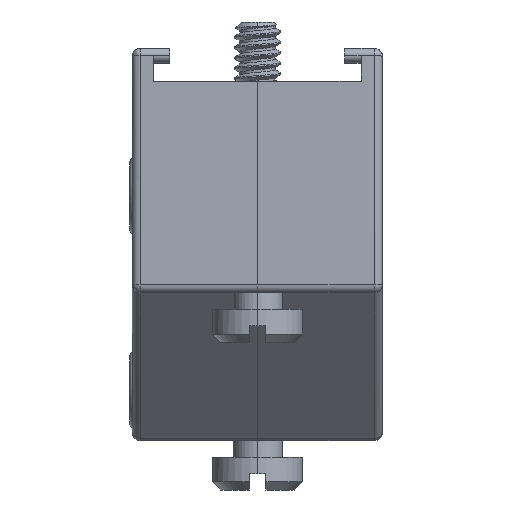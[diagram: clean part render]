
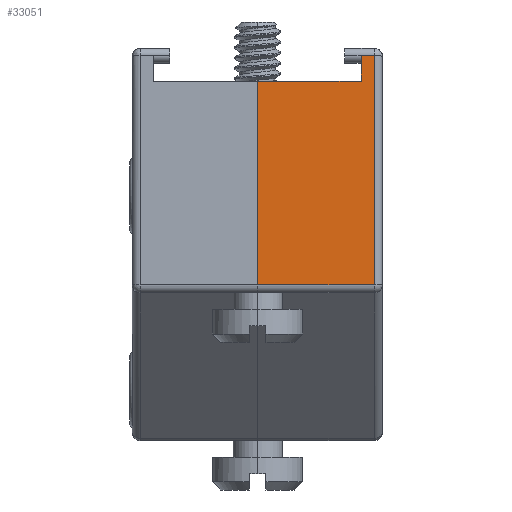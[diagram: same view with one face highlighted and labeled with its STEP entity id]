
A CAD part, left-side view. The second image highlights one B-rep face of the part: STEP entity #33051.
In plain terms, the highlighted planar face has unit normal (-1, 0, 0).
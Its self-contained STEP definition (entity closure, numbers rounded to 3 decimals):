
#282 = EDGE_CURVE ( 'NONE', #33765, #29674, #16903, .T. ) ;
#637 = DIRECTION ( 'NONE',  ( 0., 0., 1. ) ) ;
#933 = LINE ( 'NONE', #31890, #30177 ) ;
#1974 = EDGE_CURVE ( 'NONE', #26119, #24982, #16907, .T. ) ;
#2657 = EDGE_CURVE ( 'NONE', #28690, #33765, #6665, .T. ) ;
#4274 = ORIENTED_EDGE ( 'NONE', *, *, #2657, .T. ) ;
#4483 = CARTESIAN_POINT ( 'NONE',  ( 0., 8.6, -0.45 ) ) ;
#4644 = LINE ( 'NONE', #4483, #28870 ) ;
#4827 = EDGE_CURVE ( 'NONE', #28690, #24982, #933, .T. ) ;
#5567 = CARTESIAN_POINT ( 'NONE',  ( 0., 7.6, -2. ) ) ;
#5657 = CARTESIAN_POINT ( 'NONE',  ( 0., 0.5, -14.4 ) ) ;
#6665 = LINE ( 'NONE', #14385, #28179 ) ;
#10610 = CARTESIAN_POINT ( 'NONE',  ( 0., 1.3, -2. ) ) ;
#11440 = CARTESIAN_POINT ( 'NONE',  ( 0., 0.5, 0. ) ) ;
#11619 = DIRECTION ( 'NONE',  ( 0., 1., 0. ) ) ;
#11625 = VECTOR ( 'NONE', #11619, 1000. ) ;
#11824 = DIRECTION ( 'NONE',  ( 0., -1., 0. ) ) ;
#12223 = DIRECTION ( 'NONE',  ( 0., 1., 0. ) ) ;
#12368 = CARTESIAN_POINT ( 'NONE',  ( 0., 8.6, 0. ) ) ;
#12843 = ORIENTED_EDGE ( 'NONE', *, *, #1974, .T. ) ;
#13060 = VERTEX_POINT ( 'NONE', #31301 ) ;
#14231 = ORIENTED_EDGE ( 'NONE', *, *, #282, .T. ) ;
#14303 = EDGE_CURVE ( 'NONE', #26119, #13060, #19030, .T. ) ;
#14385 = CARTESIAN_POINT ( 'NONE',  ( 0., 8.6, -14.4 ) ) ;
#16678 = EDGE_CURVE ( 'NONE', #29674, #13060, #4644, .T. ) ;
#16903 = LINE ( 'NONE', #11440, #26564 ) ;
#16907 = LINE ( 'NONE', #30154, #11625 ) ;
#18587 = EDGE_LOOP ( 'NONE', ( #24565, #27001, #12843, #32072, #4274, #14231 ) ) ;
#18988 = DIRECTION ( 'NONE',  ( 0., 0., 1. ) ) ;
#19030 = LINE ( 'NONE', #19544, #26644 ) ;
#19544 = CARTESIAN_POINT ( 'NONE',  ( 0., 1.3, -0.9 ) ) ;
#19934 = DIRECTION ( 'NONE',  ( 0., 0., -1. ) ) ;
#20638 = AXIS2_PLACEMENT_3D ( 'NONE', #12368, #33006, #19934 ) ;
#21898 = DIRECTION ( 'NONE',  ( 0., 0., 1. ) ) ;
#22527 = FACE_OUTER_BOUND ( 'NONE', #18587, .T. ) ;
#22687 = PLANE ( 'NONE',  #20638 ) ;
#24565 = ORIENTED_EDGE ( 'NONE', *, *, #16678, .T. ) ;
#24982 = VERTEX_POINT ( 'NONE', #5567 ) ;
#26119 = VERTEX_POINT ( 'NONE', #10610 ) ;
#26184 = CARTESIAN_POINT ( 'NONE',  ( 0., 0.5, -0.45 ) ) ;
#26564 = VECTOR ( 'NONE', #21898, 1000. ) ;
#26644 = VECTOR ( 'NONE', #637, 1000. ) ;
#26781 = CARTESIAN_POINT ( 'NONE',  ( 0., 7.6, -14.4 ) ) ;
#27001 = ORIENTED_EDGE ( 'NONE', *, *, #14303, .F. ) ;
#28179 = VECTOR ( 'NONE', #11824, 1000. ) ;
#28690 = VERTEX_POINT ( 'NONE', #26781 ) ;
#28870 = VECTOR ( 'NONE', #12223, 1000. ) ;
#29674 = VERTEX_POINT ( 'NONE', #26184 ) ;
#30154 = CARTESIAN_POINT ( 'NONE',  ( 0., 1.3, -2. ) ) ;
#30177 = VECTOR ( 'NONE', #18988, 1000. ) ;
#31301 = CARTESIAN_POINT ( 'NONE',  ( 0., 1.3, -0.45 ) ) ;
#31890 = CARTESIAN_POINT ( 'NONE',  ( 0., 7.6, -14.9 ) ) ;
#32072 = ORIENTED_EDGE ( 'NONE', *, *, #4827, .F. ) ;
#33006 = DIRECTION ( 'NONE',  ( 1., 0., 0. ) ) ;
#33051 = ADVANCED_FACE ( 'NONE', ( #22527 ), #22687, .F. ) ;
#33765 = VERTEX_POINT ( 'NONE', #5657 ) ;
